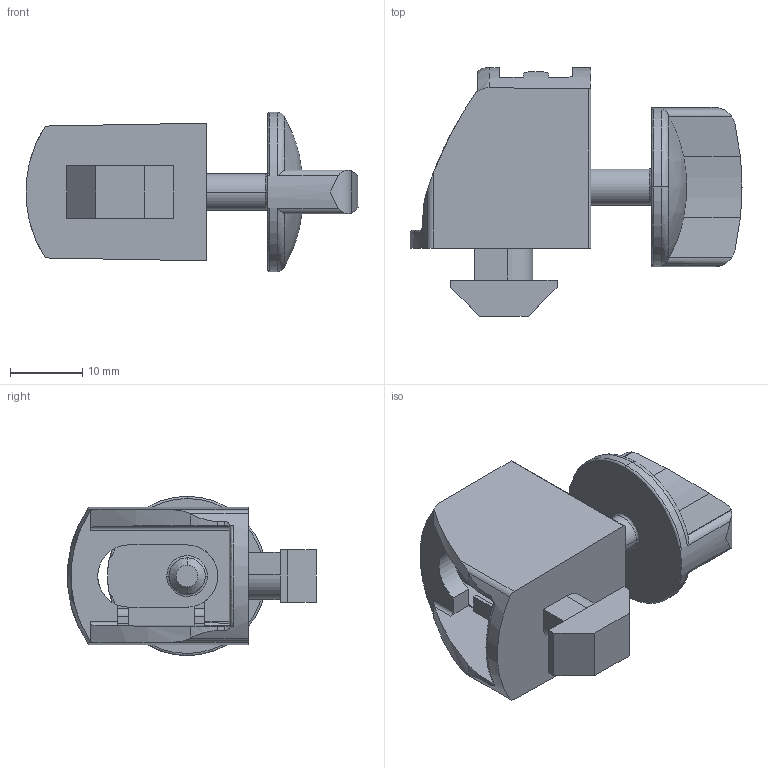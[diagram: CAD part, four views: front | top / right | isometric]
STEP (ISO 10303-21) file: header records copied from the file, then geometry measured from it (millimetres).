
FILE_DESCRIPTION (( 'STEP AP203' ), '1' );
FILE_NAME ('285615070_c_1.STEP', '2023-04-15T04:15:15', ( '' ), ( '' ), 'SwSTEP 2.0', 'SolidWorks 2014', '' );
FILE_SCHEMA (( 'CONFIG_CONTROL_DESIGN' ));
Length unit declared in the file: millimetre
Products named in the file (1): 285615070_c_1
Bounding box: 45.86 x 34.35 x 22 mm (x, y, z)
Volume: 7664.8 mm3; surface area: 5931.5 mm2
Topology: 2 solids, 2 shells, 130 faces, 356 edges, 234 vertices
Faces by surface type: cylinder 57, plane 56, bspline 14, cone 3
Entity records: 5710 total; most frequent: CARTESIAN_POINT 2562, ORIENTED_EDGE 712, DIRECTION 543, EDGE_CURVE 356, VERTEX_POINT 234, LINE 181, AXIS2_PLACEMENT_3D 181, VECTOR 181
